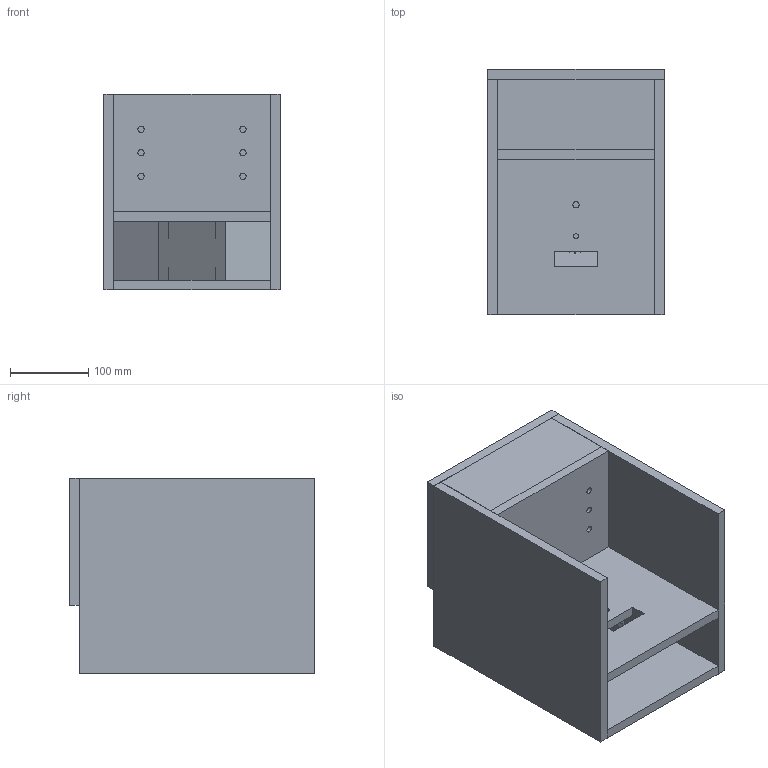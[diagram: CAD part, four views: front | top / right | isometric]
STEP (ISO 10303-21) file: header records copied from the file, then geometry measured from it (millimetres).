
FILE_DESCRIPTION((''),'2;1');
FILE_NAME('EMIL_000_ASM','2017-08-24T',('TBN'),(''),'CREO PARAMETRIC BY PTC INC, 2016260','CREO PARAMETRIC BY PTC INC, 2016260','');
FILE_SCHEMA(('CONFIG_CONTROL_DESIGN'));
Length unit declared in the file: millimetre
Products named in the file (14): EMIL_101; EMIL_102; EMIL_103; EMIL_104; EMIL_105; EMIL_106; EMIL_107; EMIL_109; EMIL_110; EMIL_100_ASM; EMIL_204; EMIL_2006; EMIL_200_ASM; EMIL_000_ASM
Assembly tree (16 placements, depth 3):
  EMIL_000_ASM
    EMIL_100_ASM
      EMIL_101  x2
      EMIL_102
      EMIL_103
      EMIL_104
      EMIL_105
      EMIL_106
      EMIL_107  x2
      EMIL_109  x2
      EMIL_110
    EMIL_200_ASM
      EMIL_204
      EMIL_2006
Bounding box: 225 x 312.5 x 250 mm (x, y, z)
Volume: 4809292.9 mm3; surface area: 899431.3 mm2
Topology: 14 solids, 14 shells, 228 faces, 594 edges, 396 vertices
Faces by surface type: plane 165, cylinder 63
Entity records: 6947 total; most frequent: DIRECTION 1194, CARTESIAN_POINT 1184, ORIENTED_EDGE 1116, EDGE_CURVE 558, VECTOR 430, LINE 430, AXIS2_PLACEMENT_3D 382, VERTEX_POINT 372
